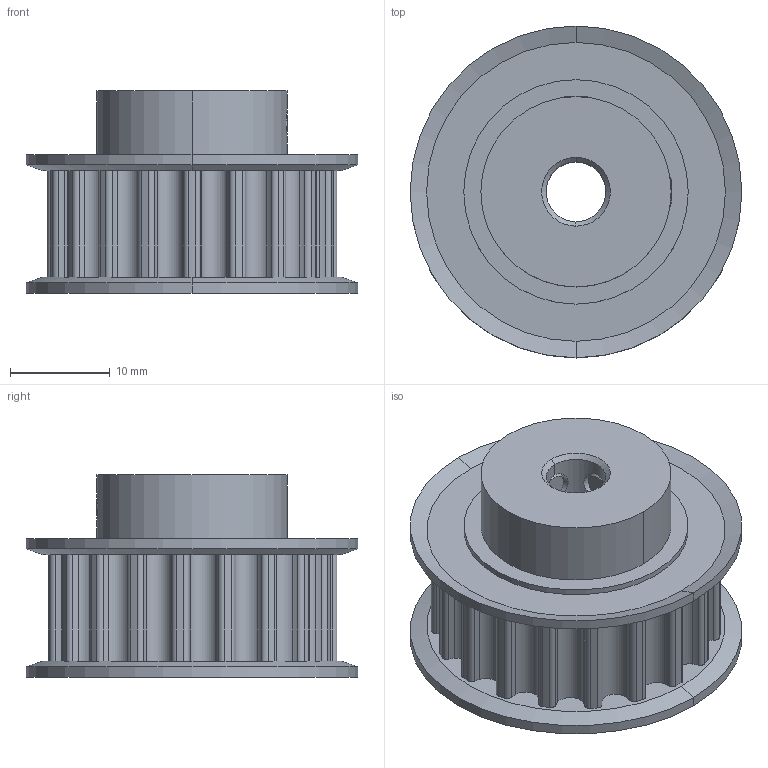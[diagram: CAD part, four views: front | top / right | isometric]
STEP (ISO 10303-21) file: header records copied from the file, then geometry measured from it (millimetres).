
FILE_DESCRIPTION((''),'2;1');
FILE_NAME('8','2023-10-19T',('SYSTEM'),(''),'PRO/ENGINEER BY PARAMETRIC TECHNOLOGY CORPORATION, 2016360','PRO/ENGINEER BY PARAMETRIC TECHNOLOGY CORPORATION, 2016360','');
FILE_SCHEMA(('AUTOMOTIVE_DESIGN { 1 0 10303 214 1 1 1 1 }'));
Length unit declared in the file: millimetre
Products named in the file (1): 8
Bounding box: 33.3 x 33.3 x 20.3 mm (x, y, z)
Volume: 9624.1 mm3; surface area: 4775.9 mm2
Topology: 1 solids, 1 shells, 179 faces, 492 edges, 324 vertices
Faces by surface type: cylinder 134, plane 25, cone 20
Entity records: 6361 total; most frequent: CARTESIAN_POINT 1361, DIRECTION 1132, ORIENTED_EDGE 984, EDGE_CURVE 492, AXIS2_PLACEMENT_3D 469, VERTEX_POINT 324, CIRCLE 290, VECTOR 194
